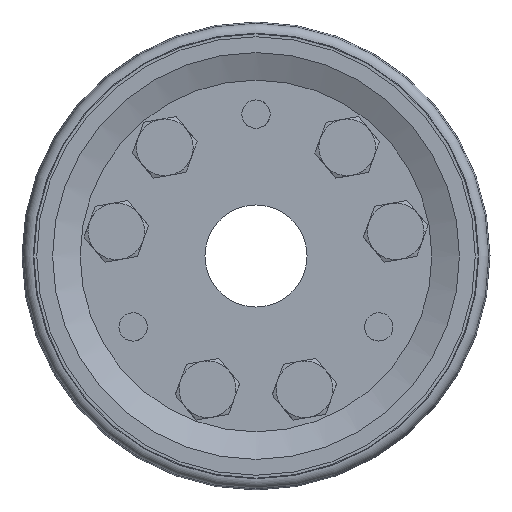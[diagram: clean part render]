
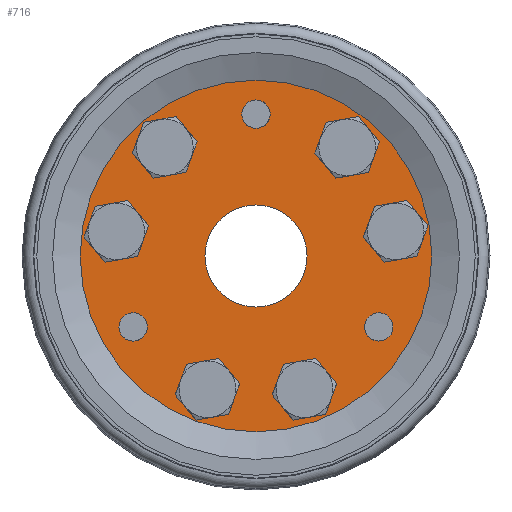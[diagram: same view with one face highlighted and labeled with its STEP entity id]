
A CAD part, left-side view. The second image highlights one B-rep face of the part: STEP entity #716.
In plain terms, the highlighted planar face has unit normal (-1, 0, 0).
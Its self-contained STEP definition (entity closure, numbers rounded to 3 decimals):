
#716 = ADVANCED_FACE( '', ( #1647, #1648, #1649, #1650, #1651, #1652, #1653, #1654, #1655, #1656, #1657 ), #1658, .T. );
#1647 = FACE_BOUND( '', #2800, .T. );
#1648 = FACE_BOUND( '', #2801, .T. );
#1649 = FACE_BOUND( '', #2802, .T. );
#1650 = FACE_OUTER_BOUND( '', #2803, .T. );
#1651 = FACE_BOUND( '', #2804, .T. );
#1652 = FACE_BOUND( '', #2805, .T. );
#1653 = FACE_BOUND( '', #2806, .T. );
#1654 = FACE_BOUND( '', #2807, .T. );
#1655 = FACE_BOUND( '', #2808, .T. );
#1656 = FACE_BOUND( '', #2809, .T. );
#1657 = FACE_BOUND( '', #2810, .T. );
#1658 = PLANE( '', #2811 );
#2800 = EDGE_LOOP( '', ( #4768 ) );
#2801 = EDGE_LOOP( '', ( #4769 ) );
#2802 = EDGE_LOOP( '', ( #4770 ) );
#2803 = EDGE_LOOP( '', ( #4771 ) );
#2804 = EDGE_LOOP( '', ( #4772 ) );
#2805 = EDGE_LOOP( '', ( #4773 ) );
#2806 = EDGE_LOOP( '', ( #4774 ) );
#2807 = EDGE_LOOP( '', ( #4775 ) );
#2808 = EDGE_LOOP( '', ( #4776 ) );
#2809 = EDGE_LOOP( '', ( #4777 ) );
#2810 = EDGE_LOOP( '', ( #4778 ) );
#2811 = AXIS2_PLACEMENT_3D( '', #4779, #4780, #4781 );
#4768 = ORIENTED_EDGE( '', *, *, #6152, .T. );
#4769 = ORIENTED_EDGE( '', *, *, #6049, .T. );
#4770 = ORIENTED_EDGE( '', *, *, #6037, .T. );
#4771 = ORIENTED_EDGE( '', *, *, #6529, .T. );
#4772 = ORIENTED_EDGE( '', *, *, #6530, .T. );
#4773 = ORIENTED_EDGE( '', *, *, #6531, .T. );
#4774 = ORIENTED_EDGE( '', *, *, #6532, .T. );
#4775 = ORIENTED_EDGE( '', *, *, #6203, .T. );
#4776 = ORIENTED_EDGE( '', *, *, #6229, .T. );
#4777 = ORIENTED_EDGE( '', *, *, #6292, .T. );
#4778 = ORIENTED_EDGE( '', *, *, #6255, .T. );
#4779 = CARTESIAN_POINT( '', ( -5., 5.464, 6.511 ) );
#4780 = DIRECTION( '', ( -1., 0., 0. ) );
#4781 = DIRECTION( '', ( 0., 0.643, 0.766 ) );
#6037 = EDGE_CURVE( '', #7118, #7118, #7119, .T. );
#6049 = EDGE_CURVE( '', #7137, #7137, #7138, .T. );
#6152 = EDGE_CURVE( '', #7298, #7298, #7299, .T. );
#6203 = EDGE_CURVE( '', #7372, #7372, #7373, .F. );
#6229 = EDGE_CURVE( '', #7413, #7413, #7414, .F. );
#6255 = EDGE_CURVE( '', #7450, #7450, #7451, .F. );
#6292 = EDGE_CURVE( '', #7499, #7499, #7500, .F. );
#6529 = EDGE_CURVE( '', #7847, #7847, #7848, .T. );
#6530 = EDGE_CURVE( '', #7849, #7849, #7850, .F. );
#6531 = EDGE_CURVE( '', #7851, #7851, #7852, .F. );
#6532 = EDGE_CURVE( '', #7853, #7853, #7854, .F. );
#7118 = VERTEX_POINT( '', #8786 );
#7119 = CIRCLE( '', #8787, 2.5 );
#7137 = VERTEX_POINT( '', #8817 );
#7138 = CIRCLE( '', #8818, 2.5 );
#7298 = VERTEX_POINT( '', #9064 );
#7299 = CIRCLE( '', #9065, 2.5 );
#7372 = VERTEX_POINT( '', #9193 );
#7373 = CIRCLE( '', #9194, 4.35 );
#7413 = VERTEX_POINT( '', #9250 );
#7414 = CIRCLE( '', #9251, 4.35 );
#7450 = VERTEX_POINT( '', #9358 );
#7451 = CIRCLE( '', #9359, 9. );
#7499 = VERTEX_POINT( '', #9435 );
#7500 = CIRCLE( '', #9436, 4.35 );
#7847 = VERTEX_POINT( '', #10081 );
#7848 = CIRCLE( '', #10082, 31. );
#7849 = VERTEX_POINT( '', #10083 );
#7850 = CIRCLE( '', #10084, 4.35 );
#7851 = VERTEX_POINT( '', #10085 );
#7852 = CIRCLE( '', #10086, 4.35 );
#7853 = VERTEX_POINT( '', #10087 );
#7854 = CIRCLE( '', #10088, 4.35 );
#8786 = CARTESIAN_POINT( '', ( -5., 23.566, -14.107 ) );
#8787 = AXIS2_PLACEMENT_3D( '', #10701, #10702, #10703 );
#8817 = CARTESIAN_POINT( '', ( -5., -19.736, -14.107 ) );
#8818 = AXIS2_PLACEMENT_3D( '', #10713, #10714, #10715 );
#9064 = CARTESIAN_POINT( '', ( -5., 1.915, 23.393 ) );
#9065 = AXIS2_PLACEMENT_3D( '', #10869, #10870, #10871 );
#9193 = CARTESIAN_POINT( '', ( -5., -12.901, -23.492 ) );
#9194 = AXIS2_PLACEMENT_3D( '', #10915, #10916, #10917 );
#9250 = CARTESIAN_POINT( '', ( -5., 4.201, -23.492 ) );
#9251 = AXIS2_PLACEMENT_3D( '', #10949, #10950, #10951 );
#9358 = CARTESIAN_POINT( '', ( -5., -9., 0. ) );
#9359 = AXIS2_PLACEMENT_3D( '', #10974, #10975, #10976 );
#9435 = CARTESIAN_POINT( '', ( -5., 20.27, 4.341 ) );
#9436 = AXIS2_PLACEMENT_3D( '', #11014, #11015, #11016 );
#10081 = CARTESIAN_POINT( '', ( -5., 19.926, 23.747 ) );
#10082 = AXIS2_PLACEMENT_3D( '', #11307, #11308, #11309 );
#10083 = CARTESIAN_POINT( '', ( -5., 11.72, 19.151 ) );
#10084 = AXIS2_PLACEMENT_3D( '', #11310, #11311, #11312 );
#10085 = CARTESIAN_POINT( '', ( -5., -20.42, 19.151 ) );
#10086 = AXIS2_PLACEMENT_3D( '', #11313, #11314, #11315 );
#10087 = CARTESIAN_POINT( '', ( -5., -28.97, 4.341 ) );
#10088 = AXIS2_PLACEMENT_3D( '', #11316, #11317, #11318 );
#10701 = CARTESIAN_POINT( '', ( -5., 21.651, -12.5 ) );
#10702 = DIRECTION( '', ( 1., 0., 0. ) );
#10703 = DIRECTION( '', ( 0., 0.766, -0.643 ) );
#10713 = CARTESIAN_POINT( '', ( -5., -21.651, -12.5 ) );
#10714 = DIRECTION( '', ( 1., 0., 0. ) );
#10715 = DIRECTION( '', ( 0., 0.766, -0.643 ) );
#10869 = CARTESIAN_POINT( '', ( -5., 0., 25. ) );
#10870 = DIRECTION( '', ( 1., 0., 0. ) );
#10871 = DIRECTION( '', ( 0., 0.766, -0.643 ) );
#10915 = CARTESIAN_POINT( '', ( -5., -8.551, -23.492 ) );
#10916 = DIRECTION( '', ( -1., 0., 0. ) );
#10917 = DIRECTION( '', ( 0., -1., 0. ) );
#10949 = CARTESIAN_POINT( '', ( -5., 8.551, -23.492 ) );
#10950 = DIRECTION( '', ( -1., 0., 0. ) );
#10951 = DIRECTION( '', ( 0., -1., 0. ) );
#10974 = CARTESIAN_POINT( '', ( -5., 0., 0. ) );
#10975 = DIRECTION( '', ( -1., 0., 0. ) );
#10976 = DIRECTION( '', ( 0., -1., 0. ) );
#11014 = CARTESIAN_POINT( '', ( -5., 24.62, 4.341 ) );
#11015 = DIRECTION( '', ( -1., 0., 0. ) );
#11016 = DIRECTION( '', ( 0., -1., 0. ) );
#11307 = CARTESIAN_POINT( '', ( -5., 0., 0. ) );
#11308 = DIRECTION( '', ( -1., 0., 0. ) );
#11309 = DIRECTION( '', ( 0., 0.643, 0.766 ) );
#11310 = CARTESIAN_POINT( '', ( -5., 16.07, 19.151 ) );
#11311 = DIRECTION( '', ( -1., 0., 0. ) );
#11312 = DIRECTION( '', ( 0., -1., 0. ) );
#11313 = CARTESIAN_POINT( '', ( -5., -16.07, 19.151 ) );
#11314 = DIRECTION( '', ( -1., 0., 0. ) );
#11315 = DIRECTION( '', ( 0., -1., 0. ) );
#11316 = CARTESIAN_POINT( '', ( -5., -24.62, 4.341 ) );
#11317 = DIRECTION( '', ( -1., 0., 0. ) );
#11318 = DIRECTION( '', ( 0., -1., 0. ) );
